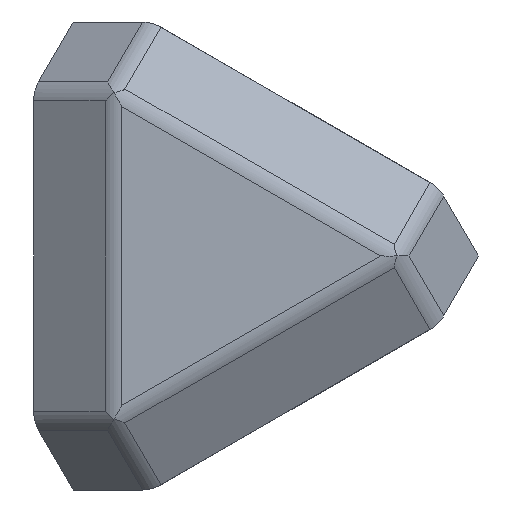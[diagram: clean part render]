
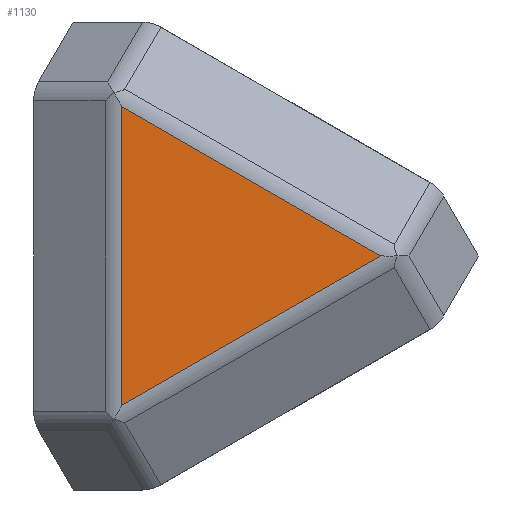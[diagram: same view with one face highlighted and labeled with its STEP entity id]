
A CAD part, front view. The second image highlights one B-rep face of the part: STEP entity #1130.
In plain terms, the highlighted planar face has unit normal (0, -1, 0).
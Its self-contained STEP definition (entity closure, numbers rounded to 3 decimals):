
#69=FACE_OUTER_BOUND('',#129,.T.);
#129=EDGE_LOOP('',(#771,#772,#773));
#196=LINE('',#1721,#330);
#197=LINE('',#1723,#331);
#198=LINE('',#1724,#332);
#330=VECTOR('',#1340,1000.);
#331=VECTOR('',#1341,1000.);
#332=VECTOR('',#1342,1000.);
#478=VERTEX_POINT('',#1719);
#479=VERTEX_POINT('',#1720);
#480=VERTEX_POINT('',#1722);
#596=EDGE_CURVE('',#478,#479,#196,.T.);
#597=EDGE_CURVE('',#480,#479,#197,.T.);
#598=EDGE_CURVE('',#478,#480,#198,.T.);
#771=ORIENTED_EDGE('',*,*,#596,.T.);
#772=ORIENTED_EDGE('',*,*,#597,.F.);
#773=ORIENTED_EDGE('',*,*,#598,.F.);
#1077=PLANE('',#1221);
#1130=ADVANCED_FACE('',(#69),#1077,.F.);
#1221=AXIS2_PLACEMENT_3D('',#1718,#1338,#1339);
#1338=DIRECTION('center_axis',(0.,1.,0.));
#1339=DIRECTION('ref_axis',(0.,0.,1.));
#1340=DIRECTION('',(0.,0.,-1.));
#1341=DIRECTION('',(-0.866,0.,-0.5));
#1342=DIRECTION('',(0.866,0.,-0.5));
#1718=CARTESIAN_POINT('Origin',(0.,-36.6,0.));
#1719=CARTESIAN_POINT('',(-10.438,-36.6,18.079));
#1720=CARTESIAN_POINT('',(-10.438,-36.6,-18.079));
#1721=CARTESIAN_POINT('',(-10.438,-36.6,25.));
#1722=CARTESIAN_POINT('',(20.875,-36.6,0.));
#1723=CARTESIAN_POINT('',(26.869,-36.6,3.461));
#1724=CARTESIAN_POINT('',(-16.432,-36.6,21.539));
